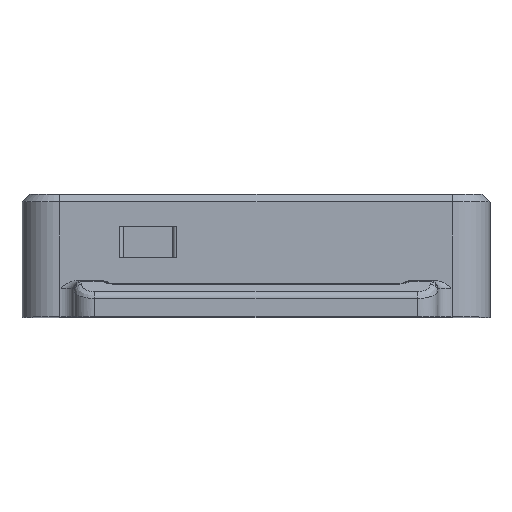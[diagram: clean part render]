
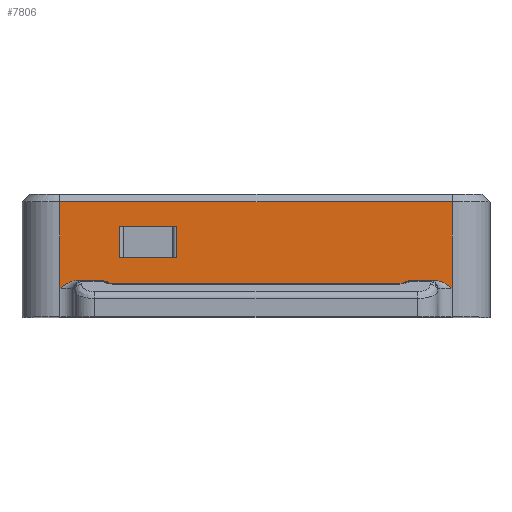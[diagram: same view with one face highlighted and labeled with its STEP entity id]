
A CAD part, top view. The second image highlights one B-rep face of the part: STEP entity #7806.
In plain terms, the highlighted planar face has unit normal (0, 0, 1).
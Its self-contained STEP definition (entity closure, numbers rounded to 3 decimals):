
#53=B_SPLINE_CURVE_WITH_KNOTS('',3,(#11525,#11526,#11527,#11528),
 .UNSPECIFIED.,.F.,.F.,(4,4),(0.,0.137),.UNSPECIFIED.);
#54=B_SPLINE_CURVE_WITH_KNOTS('',3,(#11546,#11547,#11548,#11549),
 .UNSPECIFIED.,.F.,.F.,(4,4),(0.313,0.45),
 .UNSPECIFIED.);
#59=B_SPLINE_CURVE_WITH_KNOTS('',3,(#11756,#11757,#11758,#11759,#11760,
#11761),.UNSPECIFIED.,.F.,.F.,(4,2,4),(0.,0.143,0.231),
 .UNSPECIFIED.);
#60=B_SPLINE_CURVE_WITH_KNOTS('',3,(#11830,#11831,#11832,#11833,#11834,
#11835),.UNSPECIFIED.,.F.,.F.,(4,2,4),(0.561,0.648,
0.792),.UNSPECIFIED.);
#216=FACE_BOUND('',#1041,.T.);
#288=PLANE('',#8365);
#591=FACE_OUTER_BOUND('',#1040,.T.);
#1040=EDGE_LOOP('',(#5627,#5628,#5629,#5630,#5631,#5632,#5633,#5634,#5635,
#5636,#5637,#5638));
#1041=EDGE_LOOP('',(#5639,#5640,#5641,#5642));
#1440=LINE('',#10994,#2236);
#1445=LINE('',#11009,#2241);
#1530=LINE('',#11560,#2326);
#1532=LINE('',#11567,#2328);
#1548=LINE('',#11840,#2344);
#1552=LINE('',#11850,#2348);
#1554=LINE('',#11856,#2350);
#1555=LINE('',#11858,#2351);
#1556=LINE('',#11860,#2352);
#1557=LINE('',#11861,#2353);
#1558=LINE('',#11862,#2354);
#1559=LINE('',#11863,#2355);
#2236=VECTOR('',#8862,10.);
#2241=VECTOR('',#8875,10.);
#2326=VECTOR('',#9190,10.);
#2328=VECTOR('',#9198,10.);
#2344=VECTOR('',#9310,10.);
#2348=VECTOR('',#9320,10.);
#2350=VECTOR('',#9330,10.);
#2351=VECTOR('',#9331,10.);
#2352=VECTOR('',#9332,10.);
#2353=VECTOR('',#9333,10.);
#2354=VECTOR('',#9334,10.);
#2355=VECTOR('',#9335,10.);
#3296=VERTEX_POINT('',#10987);
#3299=VERTEX_POINT('',#10992);
#3302=VERTEX_POINT('',#11002);
#3305=VERTEX_POINT('',#11007);
#3421=VERTEX_POINT('',#11523);
#3422=VERTEX_POINT('',#11524);
#3426=VERTEX_POINT('',#11544);
#3427=VERTEX_POINT('',#11545);
#3430=VERTEX_POINT('',#11559);
#3432=VERTEX_POINT('',#11565);
#3451=VERTEX_POINT('',#11754);
#3452=VERTEX_POINT('',#11755);
#3457=VERTEX_POINT('',#11829);
#3460=VERTEX_POINT('',#11848);
#3461=VERTEX_POINT('',#11857);
#3462=VERTEX_POINT('',#11859);
#4055=EDGE_CURVE('',#3299,#3296,#1440,.T.);
#4062=EDGE_CURVE('',#3305,#3302,#1445,.T.);
#4217=EDGE_CURVE('',#3421,#3422,#53,.F.);
#4226=EDGE_CURVE('',#3426,#3427,#54,.F.);
#4232=EDGE_CURVE('',#3422,#3430,#1530,.T.);
#4236=EDGE_CURVE('',#3421,#3432,#1532,.T.);
#4273=EDGE_CURVE('',#3451,#3452,#59,.T.);
#4284=EDGE_CURVE('',#3457,#3432,#60,.F.);
#4287=EDGE_CURVE('',#3452,#3427,#1548,.T.);
#4292=EDGE_CURVE('',#3460,#3426,#1552,.T.);
#4295=EDGE_CURVE('',#3430,#3460,#1554,.T.);
#4296=EDGE_CURVE('',#3457,#3461,#1555,.T.);
#4297=EDGE_CURVE('',#3462,#3461,#1556,.T.);
#4298=EDGE_CURVE('',#3451,#3462,#1557,.T.);
#4299=EDGE_CURVE('',#3299,#3302,#1558,.T.);
#4300=EDGE_CURVE('',#3305,#3296,#1559,.T.);
#5627=ORIENTED_EDGE('',*,*,#4292,.F.);
#5628=ORIENTED_EDGE('',*,*,#4295,.F.);
#5629=ORIENTED_EDGE('',*,*,#4232,.F.);
#5630=ORIENTED_EDGE('',*,*,#4217,.F.);
#5631=ORIENTED_EDGE('',*,*,#4236,.T.);
#5632=ORIENTED_EDGE('',*,*,#4284,.F.);
#5633=ORIENTED_EDGE('',*,*,#4296,.T.);
#5634=ORIENTED_EDGE('',*,*,#4297,.F.);
#5635=ORIENTED_EDGE('',*,*,#4298,.F.);
#5636=ORIENTED_EDGE('',*,*,#4273,.T.);
#5637=ORIENTED_EDGE('',*,*,#4287,.T.);
#5638=ORIENTED_EDGE('',*,*,#4226,.F.);
#5639=ORIENTED_EDGE('',*,*,#4299,.T.);
#5640=ORIENTED_EDGE('',*,*,#4062,.F.);
#5641=ORIENTED_EDGE('',*,*,#4300,.T.);
#5642=ORIENTED_EDGE('',*,*,#4055,.F.);
#7806=ADVANCED_FACE('',(#591,#216),#288,.T.);
#8365=AXIS2_PLACEMENT_3D('',#11855,#9328,#9329);
#8862=DIRECTION('',(0.,1.,0.));
#8875=DIRECTION('',(0.,-1.,0.));
#9190=DIRECTION('',(0.,-1.,0.));
#9198=DIRECTION('',(1.,0.,0.));
#9310=DIRECTION('',(1.,0.,0.));
#9320=DIRECTION('',(0.,1.,0.));
#9328=DIRECTION('center_axis',(0.,0.,1.));
#9329=DIRECTION('ref_axis',(1.,0.,0.));
#9330=DIRECTION('',(-1.,0.,0.));
#9331=DIRECTION('',(0.,1.,0.));
#9332=DIRECTION('',(1.,0.,0.));
#9333=DIRECTION('',(0.,1.,0.));
#9334=DIRECTION('',(-1.,0.,0.));
#9335=DIRECTION('',(1.,0.,0.));
#10987=CARTESIAN_POINT('',(20.4,12.,46.5));
#10992=CARTESIAN_POINT('',(20.4,7.8,46.5));
#10994=CARTESIAN_POINT('',(20.4,6.,46.5));
#11002=CARTESIAN_POINT('',(12.9,7.8,46.5));
#11007=CARTESIAN_POINT('',(12.9,12.,46.5));
#11009=CARTESIAN_POINT('',(12.9,3.9,46.5));
#11523=CARTESIAN_POINT('',(51.223,4.8,46.5));
#11524=CARTESIAN_POINT('',(49.9,4.3,46.5));
#11525=CARTESIAN_POINT('Ctrl Pts',(49.9,4.3,46.5));
#11526=CARTESIAN_POINT('Ctrl Pts',(50.294,4.528,46.5));
#11527=CARTESIAN_POINT('Ctrl Pts',(50.768,4.8,46.5));
#11528=CARTESIAN_POINT('Ctrl Pts',(51.223,4.8,46.5));
#11544=CARTESIAN_POINT('',(11.9,4.3,46.5));
#11545=CARTESIAN_POINT('',(10.577,4.8,46.5));
#11546=CARTESIAN_POINT('Ctrl Pts',(10.577,4.8,46.5));
#11547=CARTESIAN_POINT('Ctrl Pts',(11.032,4.8,46.5));
#11548=CARTESIAN_POINT('Ctrl Pts',(11.506,4.528,46.5));
#11549=CARTESIAN_POINT('Ctrl Pts',(11.9,4.3,46.5));
#11559=CARTESIAN_POINT('',(49.9,0.,46.5));
#11560=CARTESIAN_POINT('',(49.9,1.2,46.5));
#11565=CARTESIAN_POINT('',(54.609,4.8,46.5));
#11567=CARTESIAN_POINT('',(2.5,4.8,46.5));
#11754=CARTESIAN_POINT('',(5.,3.8,46.5));
#11755=CARTESIAN_POINT('',(7.191,4.8,46.5));
#11756=CARTESIAN_POINT('Ctrl Pts',(5.,3.8,46.5));
#11757=CARTESIAN_POINT('Ctrl Pts',(5.386,4.08,46.5));
#11758=CARTESIAN_POINT('Ctrl Pts',(5.853,4.412,46.5));
#11759=CARTESIAN_POINT('Ctrl Pts',(6.561,4.712,46.5));
#11760=CARTESIAN_POINT('Ctrl Pts',(6.899,4.8,46.5));
#11761=CARTESIAN_POINT('Ctrl Pts',(7.191,4.8,46.5));
#11829=CARTESIAN_POINT('',(56.8,3.8,46.5));
#11830=CARTESIAN_POINT('Ctrl Pts',(54.609,4.8,46.5));
#11831=CARTESIAN_POINT('Ctrl Pts',(54.901,4.8,46.5));
#11832=CARTESIAN_POINT('Ctrl Pts',(55.239,4.712,46.5));
#11833=CARTESIAN_POINT('Ctrl Pts',(55.947,4.412,46.5));
#11834=CARTESIAN_POINT('Ctrl Pts',(56.414,4.08,46.5));
#11835=CARTESIAN_POINT('Ctrl Pts',(56.8,3.8,46.5));
#11840=CARTESIAN_POINT('',(2.5,4.8,46.5));
#11848=CARTESIAN_POINT('',(11.9,0.,46.5));
#11850=CARTESIAN_POINT('',(11.9,1.2,46.5));
#11855=CARTESIAN_POINT('Origin',(5.,0.,46.5));
#11856=CARTESIAN_POINT('',(15.45,0.,46.5));
#11857=CARTESIAN_POINT('',(56.8,15.2,46.5));
#11858=CARTESIAN_POINT('',(56.8,0.,46.5));
#11859=CARTESIAN_POINT('',(5.,15.2,46.5));
#11860=CARTESIAN_POINT('',(17.95,15.2,46.5));
#11861=CARTESIAN_POINT('',(5.,0.,46.5));
#11862=CARTESIAN_POINT('',(12.45,7.8,46.5));
#11863=CARTESIAN_POINT('',(9.2,12.,46.5));
